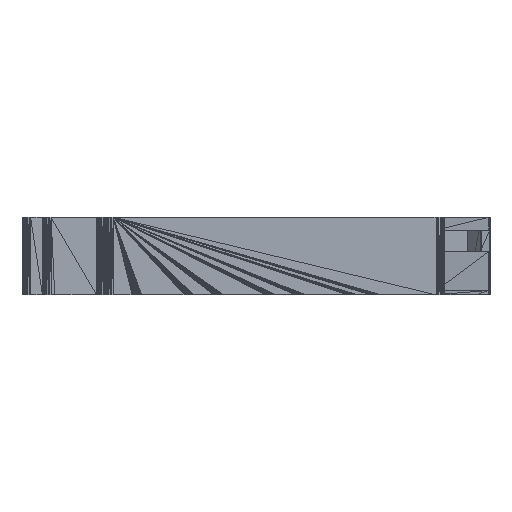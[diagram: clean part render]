
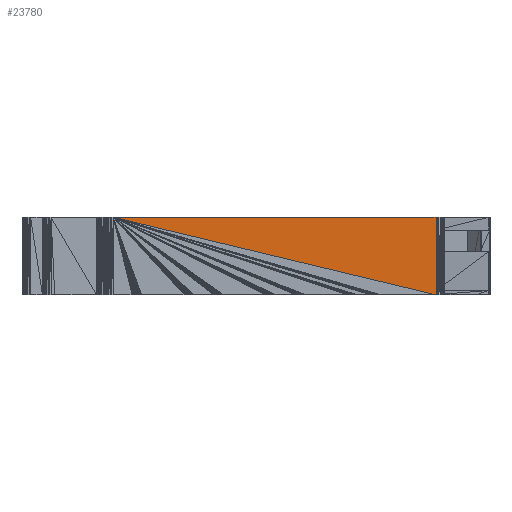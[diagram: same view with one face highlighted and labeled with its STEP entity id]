
A CAD part, left-side view. The second image highlights one B-rep face of the part: STEP entity #23780.
In plain terms, the highlighted planar face has unit normal (-1, 0, 0).
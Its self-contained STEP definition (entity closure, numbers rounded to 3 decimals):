
#830 = VERTEX_POINT('',#831);
#831 = CARTESIAN_POINT('',(89.,-84.,18.));
#852 = EDGE_CURVE('',#853,#830,#855,.T.);
#853 = VERTEX_POINT('',#854);
#854 = CARTESIAN_POINT('',(89.,-159.,18.));
#855 = LINE('',#856,#857);
#856 = CARTESIAN_POINT('',(89.,-159.,18.));
#857 = VECTOR('',#858,1.);
#858 = DIRECTION('',(0.,1.,0.));
#2025 = EDGE_CURVE('',#853,#2026,#2028,.T.);
#2026 = VERTEX_POINT('',#2027);
#2027 = CARTESIAN_POINT('',(89.,-159.,0.));
#2028 = LINE('',#2029,#2030);
#2029 = CARTESIAN_POINT('',(89.,-159.,18.));
#2030 = VECTOR('',#2031,1.);
#2031 = DIRECTION('',(0.,0.,-1.));
#23770 = EDGE_CURVE('',#2026,#830,#23771,.T.);
#23771 = LINE('',#23772,#23773);
#23772 = CARTESIAN_POINT('',(89.,-159.,0.));
#23773 = VECTOR('',#23774,1.);
#23774 = DIRECTION('',(0.,0.972,0.233));
#23780 = ADVANCED_FACE('',(#23781),#23786,.T.);
#23781 = FACE_BOUND('',#23782,.T.);
#23782 = EDGE_LOOP('',(#23783,#23784,#23785));
#23783 = ORIENTED_EDGE('',*,*,#23770,.F.);
#23784 = ORIENTED_EDGE('',*,*,#2025,.F.);
#23785 = ORIENTED_EDGE('',*,*,#852,.T.);
#23786 = PLANE('',#23787);
#23787 = AXIS2_PLACEMENT_3D('',#23788,#23789,#23790);
#23788 = CARTESIAN_POINT('',(89.,-125.468,12.968));
#23789 = DIRECTION('',(-1.,-0.,-0.));
#23790 = DIRECTION('',(0.,0.,-1.));
